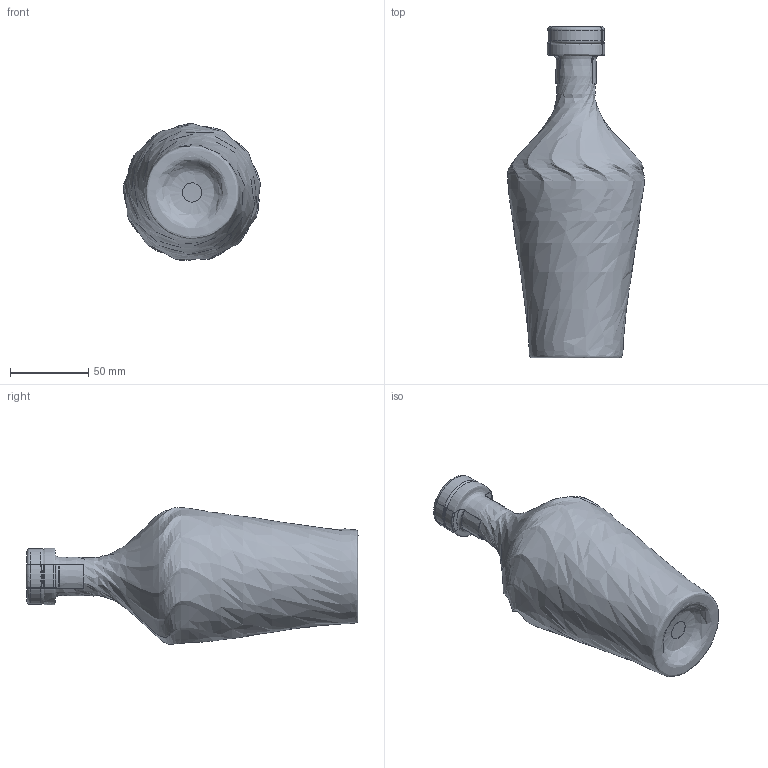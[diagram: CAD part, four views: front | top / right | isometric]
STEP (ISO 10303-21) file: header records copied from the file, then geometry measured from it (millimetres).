
FILE_DESCRIPTION(/* description */ (''),/* implementation_level */ '2;1');
FILE_NAME(/* name */ 'skull bottle.step',/* time_stamp */ '2020-11-08T22:25:03-04:00',/* author */ (''),/* organization */ (''),/* preprocessor_version */ 'ST-DEVELOPER v18.1',/* originating_system */ 'Autodesk Translation Framework v9.3.0.1241',/* authorisation */ '');
FILE_SCHEMA (('AUTOMOTIVE_DESIGN { 1 0 10303 214 3 1 1 }'));
Length unit declared in the file: centimetre
Products named in the file (1): (Unsaved)
Bounding box: 87.55 x 212.4 x 87.41 mm (x, y, z)
Volume: 621661.7 mm3; surface area: 119771.5 mm2
Topology: 4 solids, 4 shells, 142 faces, 301 edges, 168 vertices
Faces by surface type: bspline 49, torus 34, cone 30, plane 17, cylinder 11, sphere 1
Full cylindrical faces by diameter (mm): 18.931 x1, 19.279 x1, 35.756 x1
Entity records: 7603 total; most frequent: CARTESIAN_POINT 4865, ORIENTED_EDGE 602, DIRECTION 483, EDGE_CURVE 301, AXIS2_PLACEMENT_3D 198, VERTEX_POINT 168, EDGE_LOOP 143, FACE_OUTER_BOUND 142
